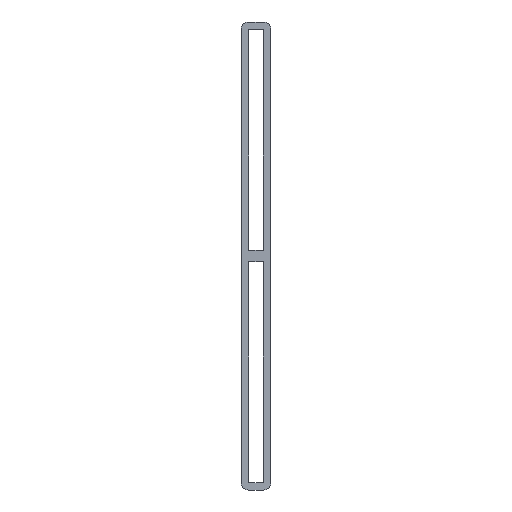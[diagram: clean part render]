
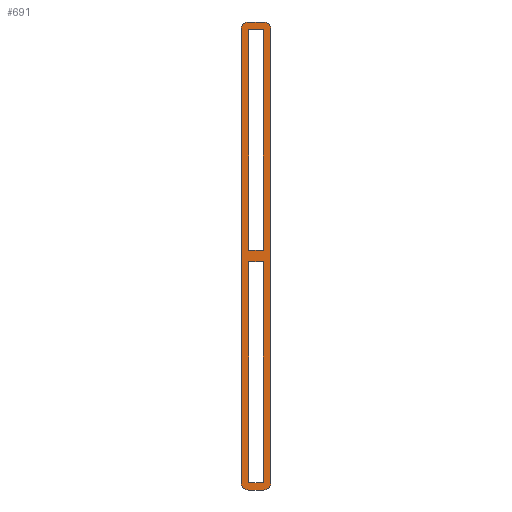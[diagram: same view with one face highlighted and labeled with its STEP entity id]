
A CAD part, left-side view. The second image highlights one B-rep face of the part: STEP entity #691.
In plain terms, the highlighted planar face has unit normal (-1, 0, 0).
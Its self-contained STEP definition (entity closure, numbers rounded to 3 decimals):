
#12 = CARTESIAN_POINT ( 'NONE',  ( -1.5, 4., 123. ) ) ;
#13 = CARTESIAN_POINT ( 'NONE',  ( -1.5, -2., 2. ) ) ;
#50 = VERTEX_POINT ( 'NONE', #13 ) ;
#54 = CARTESIAN_POINT ( 'NONE',  ( -1.5, -2., 2. ) ) ;
#63 = CARTESIAN_POINT ( 'NONE',  ( -1.5, 2., 0. ) ) ;
#64 = CARTESIAN_POINT ( 'NONE',  ( -1.5, -2., 123. ) ) ;
#71 = DIRECTION ( 'NONE',  ( 0., 0., 1. ) ) ;
#72 = VERTEX_POINT ( 'NONE', #581 ) ;
#85 = LINE ( 'NONE', #912, #838 ) ;
#111 = CARTESIAN_POINT ( 'NONE',  ( -1.5, -4., 2. ) ) ;
#121 = EDGE_CURVE ( 'NONE', #878, #932, #385, .T. ) ;
#127 = CARTESIAN_POINT ( 'NONE',  ( -1.5, -2., 61. ) ) ;
#133 = ORIENTED_EDGE ( 'NONE', *, *, #618, .F. ) ;
#144 = CARTESIAN_POINT ( 'NONE',  ( -1.5, 2., 123. ) ) ;
#146 = DIRECTION ( 'NONE',  ( 0., 0., -1. ) ) ;
#148 = EDGE_CURVE ( 'NONE', #1100, #1167, #1065, .T. ) ;
#151 = DIRECTION ( 'NONE',  ( 0., -1., 0. ) ) ;
#158 = VECTOR ( 'NONE', #1084, 1000. ) ;
#166 = LINE ( 'NONE', #342, #514 ) ;
#174 = ORIENTED_EDGE ( 'NONE', *, *, #350, .F. ) ;
#186 = VERTEX_POINT ( 'NONE', #813 ) ;
#209 = VERTEX_POINT ( 'NONE', #64 ) ;
#213 = VECTOR ( 'NONE', #151, 1000. ) ;
#234 = CARTESIAN_POINT ( 'NONE',  ( -1.5, 2., 64. ) ) ;
#242 = LINE ( 'NONE', #1064, #574 ) ;
#247 = CARTESIAN_POINT ( 'NONE',  ( -1.5, 2., 123. ) ) ;
#250 = EDGE_CURVE ( 'NONE', #448, #899, #166, .T. ) ;
#255 = DIRECTION ( 'NONE',  ( 0., -1., 0. ) ) ;
#277 = DIRECTION ( 'NONE',  ( -1., 0., 0. ) ) ;
#292 = DIRECTION ( 'NONE',  ( 0., 1., 0. ) ) ;
#296 = VERTEX_POINT ( 'NONE', #560 ) ;
#299 = CARTESIAN_POINT ( 'NONE',  ( -1.5, -4., 125. ) ) ;
#302 = ORIENTED_EDGE ( 'NONE', *, *, #121, .F. ) ;
#313 = CARTESIAN_POINT ( 'NONE',  ( -1.5, 2., 61. ) ) ;
#315 = VECTOR ( 'NONE', #736, 1000. ) ;
#334 = AXIS2_PLACEMENT_3D ( 'NONE', #434, #997, #1204 ) ;
#342 = CARTESIAN_POINT ( 'NONE',  ( -1.5, 4., 125. ) ) ;
#345 = PLANE ( 'NONE',  #1205 ) ;
#350 = EDGE_CURVE ( 'NONE', #296, #209, #1117, .T. ) ;
#357 = ORIENTED_EDGE ( 'NONE', *, *, #683, .T. ) ;
#368 = VERTEX_POINT ( 'NONE', #923 ) ;
#378 = ORIENTED_EDGE ( 'NONE', *, *, #625, .F. ) ;
#385 = LINE ( 'NONE', #1125, #495 ) ;
#389 = DIRECTION ( 'NONE',  ( 0., 0., -1. ) ) ;
#409 = ORIENTED_EDGE ( 'NONE', *, *, #1169, .F. ) ;
#410 = DIRECTION ( 'NONE',  ( 0., 0., -1. ) ) ;
#418 = LINE ( 'NONE', #788, #604 ) ;
#429 = LINE ( 'NONE', #234, #158 ) ;
#434 = CARTESIAN_POINT ( 'NONE',  ( -1.5, -2., 123. ) ) ;
#435 = LINE ( 'NONE', #879, #956 ) ;
#448 = VERTEX_POINT ( 'NONE', #12 ) ;
#495 = VECTOR ( 'NONE', #292, 1000. ) ;
#500 = EDGE_CURVE ( 'NONE', #186, #881, #674, .T. ) ;
#514 = VECTOR ( 'NONE', #1174, 1000. ) ;
#515 = LINE ( 'NONE', #971, #213 ) ;
#518 = DIRECTION ( 'NONE',  ( 0., 0., -1. ) ) ;
#539 = CARTESIAN_POINT ( 'NONE',  ( -1.5, 2., 64. ) ) ;
#551 = CARTESIAN_POINT ( 'NONE',  ( -1.5, -2., 0. ) ) ;
#560 = CARTESIAN_POINT ( 'NONE',  ( -1.5, -2., 64. ) ) ;
#574 = VECTOR ( 'NONE', #802, 1000. ) ;
#581 = CARTESIAN_POINT ( 'NONE',  ( -1.5, 2., 2. ) ) ;
#583 = CARTESIAN_POINT ( 'NONE',  ( -1.5, 4., 2. ) ) ;
#604 = VECTOR ( 'NONE', #1027, 1000. ) ;
#608 = VERTEX_POINT ( 'NONE', #63 ) ;
#618 = EDGE_CURVE ( 'NONE', #209, #1100, #242, .T. ) ;
#622 = DIRECTION ( 'NONE',  ( -1., 0., 0. ) ) ;
#625 = EDGE_CURVE ( 'NONE', #1167, #296, #429, .T. ) ;
#630 = FACE_BOUND ( 'NONE', #692, .T. ) ;
#644 = ORIENTED_EDGE ( 'NONE', *, *, #1035, .T. ) ;
#647 = CIRCLE ( 'NONE', #334, 2. ) ;
#657 = EDGE_CURVE ( 'NONE', #368, #790, #515, .T. ) ;
#662 = EDGE_CURVE ( 'NONE', #850, #881, #940, .T. ) ;
#663 = CARTESIAN_POINT ( 'NONE',  ( -1.5, -2., 2. ) ) ;
#674 = LINE ( 'NONE', #299, #815 ) ;
#675 = EDGE_LOOP ( 'NONE', ( #697, #977, #1038, #644, #842, #801, #357, #1057 ) ) ;
#683 = EDGE_CURVE ( 'NONE', #608, #850, #435, .T. ) ;
#684 = AXIS2_PLACEMENT_3D ( 'NONE', #54, #622, #1171 ) ;
#691 = ADVANCED_FACE ( 'NONE', ( #630, #807, #1177 ), #345, .F. ) ;
#692 = EDGE_LOOP ( 'NONE', ( #378, #766, #133, #174 ) ) ;
#697 = ORIENTED_EDGE ( 'NONE', *, *, #500, .F. ) ;
#704 = CIRCLE ( 'NONE', #941, 2. ) ;
#709 = CARTESIAN_POINT ( 'NONE',  ( -1.5, 2., 123. ) ) ;
#713 = EDGE_CURVE ( 'NONE', #72, #50, #418, .T. ) ;
#716 = CARTESIAN_POINT ( 'NONE',  ( -1.5, 2., 123. ) ) ;
#718 = CARTESIAN_POINT ( 'NONE',  ( -1.5, -4., 125. ) ) ;
#736 = DIRECTION ( 'NONE',  ( 0., 0., 1. ) ) ;
#738 = CARTESIAN_POINT ( 'NONE',  ( -1.5, 2., 2. ) ) ;
#744 = AXIS2_PLACEMENT_3D ( 'NONE', #716, #805, #410 ) ;
#751 = ORIENTED_EDGE ( 'NONE', *, *, #713, .F. ) ;
#766 = ORIENTED_EDGE ( 'NONE', *, *, #148, .F. ) ;
#788 = CARTESIAN_POINT ( 'NONE',  ( -1.5, 2., 2. ) ) ;
#790 = VERTEX_POINT ( 'NONE', #1011 ) ;
#801 = ORIENTED_EDGE ( 'NONE', *, *, #1199, .T. ) ;
#802 = DIRECTION ( 'NONE',  ( 0., 1., 0. ) ) ;
#805 = DIRECTION ( 'NONE',  ( -1., 0., 0. ) ) ;
#807 = FACE_BOUND ( 'NONE', #857, .T. ) ;
#813 = CARTESIAN_POINT ( 'NONE',  ( -1.5, -4., 123. ) ) ;
#815 = VECTOR ( 'NONE', #389, 1000. ) ;
#838 = VECTOR ( 'NONE', #71, 1000. ) ;
#842 = ORIENTED_EDGE ( 'NONE', *, *, #250, .T. ) ;
#850 = VERTEX_POINT ( 'NONE', #551 ) ;
#857 = EDGE_LOOP ( 'NONE', ( #409, #751, #903, #302 ) ) ;
#872 = VECTOR ( 'NONE', #146, 1000. ) ;
#878 = VERTEX_POINT ( 'NONE', #127 ) ;
#879 = CARTESIAN_POINT ( 'NONE',  ( -1.5, -4., 0. ) ) ;
#881 = VERTEX_POINT ( 'NONE', #111 ) ;
#899 = VERTEX_POINT ( 'NONE', #583 ) ;
#903 = ORIENTED_EDGE ( 'NONE', *, *, #1118, .F. ) ;
#906 = DIRECTION ( 'NONE',  ( 1., 0., 0. ) ) ;
#912 = CARTESIAN_POINT ( 'NONE',  ( -1.5, -2., 2. ) ) ;
#921 = CIRCLE ( 'NONE', #744, 2. ) ;
#923 = CARTESIAN_POINT ( 'NONE',  ( -1.5, 2., 125. ) ) ;
#932 = VERTEX_POINT ( 'NONE', #313 ) ;
#940 = CIRCLE ( 'NONE', #684, 2. ) ;
#941 = AXIS2_PLACEMENT_3D ( 'NONE', #738, #277, #1099 ) ;
#956 = VECTOR ( 'NONE', #255, 1000. ) ;
#971 = CARTESIAN_POINT ( 'NONE',  ( -1.5, -4., 125. ) ) ;
#977 = ORIENTED_EDGE ( 'NONE', *, *, #1141, .T. ) ;
#978 = LINE ( 'NONE', #144, #1206 ) ;
#997 = DIRECTION ( 'NONE',  ( -1., 0., 0. ) ) ;
#1000 = DIRECTION ( 'NONE',  ( 0., 0., -1. ) ) ;
#1011 = CARTESIAN_POINT ( 'NONE',  ( -1.5, -2., 125. ) ) ;
#1027 = DIRECTION ( 'NONE',  ( 0., -1., 0. ) ) ;
#1035 = EDGE_CURVE ( 'NONE', #368, #448, #921, .T. ) ;
#1038 = ORIENTED_EDGE ( 'NONE', *, *, #657, .F. ) ;
#1057 = ORIENTED_EDGE ( 'NONE', *, *, #662, .T. ) ;
#1064 = CARTESIAN_POINT ( 'NONE',  ( -1.5, -2., 123. ) ) ;
#1065 = LINE ( 'NONE', #709, #872 ) ;
#1084 = DIRECTION ( 'NONE',  ( 0., -1., 0. ) ) ;
#1099 = DIRECTION ( 'NONE',  ( 0., 0., -1. ) ) ;
#1100 = VERTEX_POINT ( 'NONE', #247 ) ;
#1117 = LINE ( 'NONE', #663, #315 ) ;
#1118 = EDGE_CURVE ( 'NONE', #932, #72, #978, .T. ) ;
#1125 = CARTESIAN_POINT ( 'NONE',  ( -1.5, 2., 61. ) ) ;
#1141 = EDGE_CURVE ( 'NONE', #186, #790, #647, .T. ) ;
#1167 = VERTEX_POINT ( 'NONE', #539 ) ;
#1169 = EDGE_CURVE ( 'NONE', #50, #878, #85, .T. ) ;
#1171 = DIRECTION ( 'NONE',  ( 0., 0., -1. ) ) ;
#1174 = DIRECTION ( 'NONE',  ( 0., 0., -1. ) ) ;
#1177 = FACE_OUTER_BOUND ( 'NONE', #675, .T. ) ;
#1199 = EDGE_CURVE ( 'NONE', #899, #608, #704, .T. ) ;
#1204 = DIRECTION ( 'NONE',  ( 0., 0., -1. ) ) ;
#1205 = AXIS2_PLACEMENT_3D ( 'NONE', #718, #906, #1000 ) ;
#1206 = VECTOR ( 'NONE', #518, 1000. ) ;
